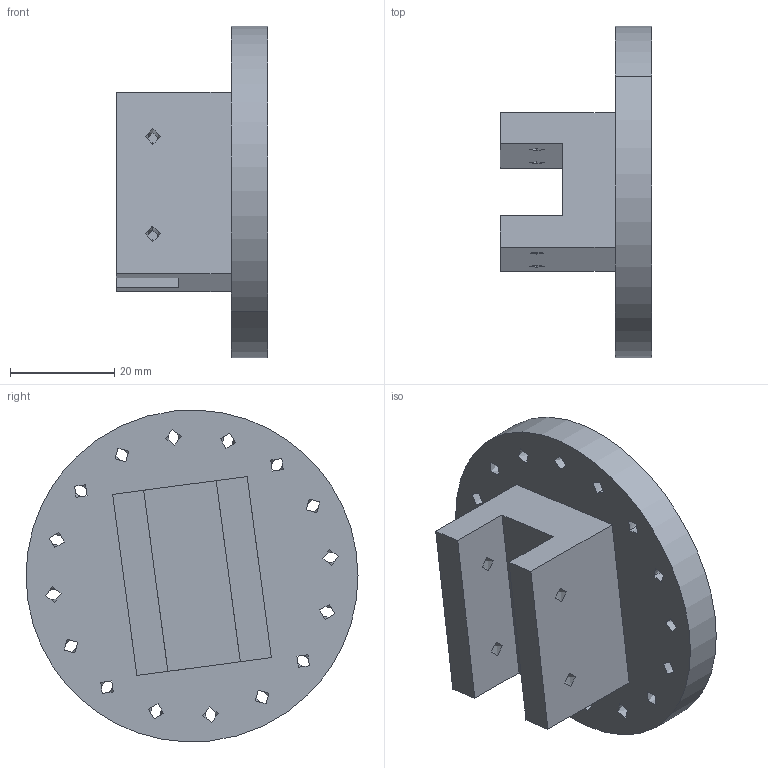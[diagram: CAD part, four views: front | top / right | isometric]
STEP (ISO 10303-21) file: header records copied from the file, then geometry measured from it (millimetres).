
FILE_DESCRIPTION(/* description */ (''),/* implementation_level */ '2;1');
FILE_NAME(/* name */ 'ADAPTO~3',/* time_stamp */ '2017-11-18T16:27:54+01:00',/* author */ (''),/* organization */ (''),/* preprocessor_version */ 'ST-DEVELOPER v15',/* originating_system */ '',/* authorisation */ '');
FILE_SCHEMA (('AUTOMOTIVE_DESIGN'));
Length unit declared in the file: millimetre
Products named in the file (1): Document
Bounding box: 29 x 63.6 x 63.55 mm (x, y, z)
Volume: 35446 mm3; surface area: 13771.7 mm2
Topology: 2 solids, 2 shells, 54 faces, 150 edges, 100 vertices
Faces by surface type: bspline 42, plane 12
Entity records: 1983 total; most frequent: CARTESIAN_POINT 1086, ORIENTED_EDGE 300, EDGE_CURVE 150, VERTEX_POINT 100, EDGE_LOOP 94, ADVANCED_FACE 54, FACE_OUTER_BOUND 54, FACE_BOUND 40
